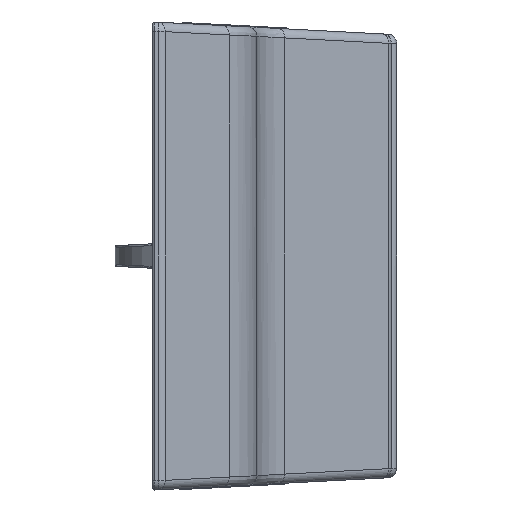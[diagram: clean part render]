
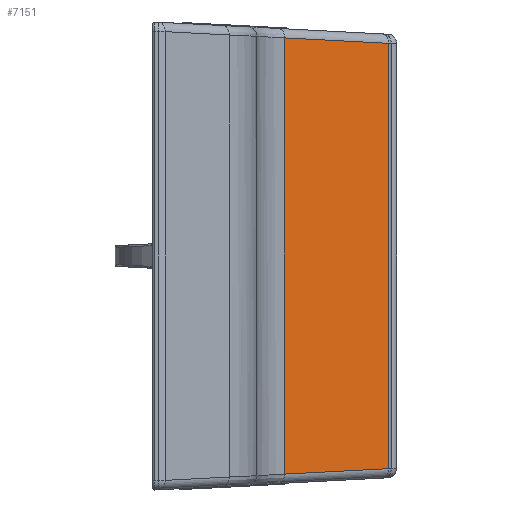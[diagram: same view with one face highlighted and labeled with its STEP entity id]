
A CAD part, front view. The second image highlights one B-rep face of the part: STEP entity #7151.
In plain terms, the highlighted planar face has unit normal (0.707, -0.707, 0).
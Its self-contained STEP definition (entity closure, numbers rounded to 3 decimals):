
#198 = ORIENTED_EDGE ( 'NONE', *, *, #15727, .T. ) ;
#632 = CARTESIAN_POINT ( 'NONE',  ( 12.475, -8.721, 23.759 ) ) ;
#665 = EDGE_CURVE ( 'NONE', #11746, #6480, #3298, .T. ) ;
#879 = PLANE ( 'NONE',  #4043 ) ;
#1133 = VERTEX_POINT ( 'NONE', #632 ) ;
#1874 = ORIENTED_EDGE ( 'NONE', *, *, #11739, .T. ) ;
#2325 = DIRECTION ( 'NONE',  ( -0.707, -0.707, 0.037 ) ) ;
#2372 = VECTOR ( 'NONE', #2325, 1000. ) ;
#2592 = CARTESIAN_POINT ( 'NONE',  ( 12.475, -8.721, 25. ) ) ;
#2961 = EDGE_CURVE ( 'NONE', #1133, #14392, #13785, .T. ) ;
#3298 = LINE ( 'NONE', #8862, #4017 ) ;
#3527 = CARTESIAN_POINT ( 'NONE',  ( 12.828, -8.367, 25. ) ) ;
#4017 = VECTOR ( 'NONE', #7484, 1000. ) ;
#4043 = AXIS2_PLACEMENT_3D ( 'NONE', #3527, #6094, #10051 ) ;
#4502 = ORIENTED_EDGE ( 'NONE', *, *, #665, .T. ) ;
#5642 = DIRECTION ( 'NONE',  ( 0., 0., -1. ) ) ;
#6094 = DIRECTION ( 'NONE',  ( -0.707, 0.707, 0. ) ) ;
#6480 = VERTEX_POINT ( 'NONE', #15971 ) ;
#7151 = ADVANCED_FACE ( 'NONE', ( #7393 ), #879, .F. ) ;
#7323 = VECTOR ( 'NONE', #9299, 1000. ) ;
#7393 = FACE_OUTER_BOUND ( 'NONE', #13581, .T. ) ;
#7484 = DIRECTION ( 'NONE',  ( 0.707, 0.707, 0.037 ) ) ;
#8031 = ORIENTED_EDGE ( 'NONE', *, *, #2961, .T. ) ;
#8850 = CARTESIAN_POINT ( 'NONE',  ( 6.952, -14.244, 24.049 ) ) ;
#8862 = CARTESIAN_POINT ( 'NONE',  ( 13.45, -7.746, 1.292 ) ) ;
#9201 = CARTESIAN_POINT ( 'NONE',  ( 6.964, -14.231, 0.952 ) ) ;
#9299 = DIRECTION ( 'NONE',  ( 0., 0., 1. ) ) ;
#10051 = DIRECTION ( 'NONE',  ( -0.707, -0.707, 0. ) ) ;
#11739 = EDGE_CURVE ( 'NONE', #6480, #1133, #15852, .T. ) ;
#11746 = VERTEX_POINT ( 'NONE', #9201 ) ;
#12282 = CARTESIAN_POINT ( 'NONE',  ( 6.964, -14.231, 0. ) ) ;
#13581 = EDGE_LOOP ( 'NONE', ( #198, #4502, #1874, #8031 ) ) ;
#13785 = LINE ( 'NONE', #8850, #2372 ) ;
#14392 = VERTEX_POINT ( 'NONE', #14415 ) ;
#14415 = CARTESIAN_POINT ( 'NONE',  ( 6.964, -14.231, 24.048 ) ) ;
#15105 = VECTOR ( 'NONE', #5642, 1000. ) ;
#15727 = EDGE_CURVE ( 'NONE', #14392, #11746, #16174, .T. ) ;
#15852 = LINE ( 'NONE', #2592, #7323 ) ;
#15971 = CARTESIAN_POINT ( 'NONE',  ( 12.475, -8.721, 1.241 ) ) ;
#16174 = LINE ( 'NONE', #12282, #15105 ) ;
